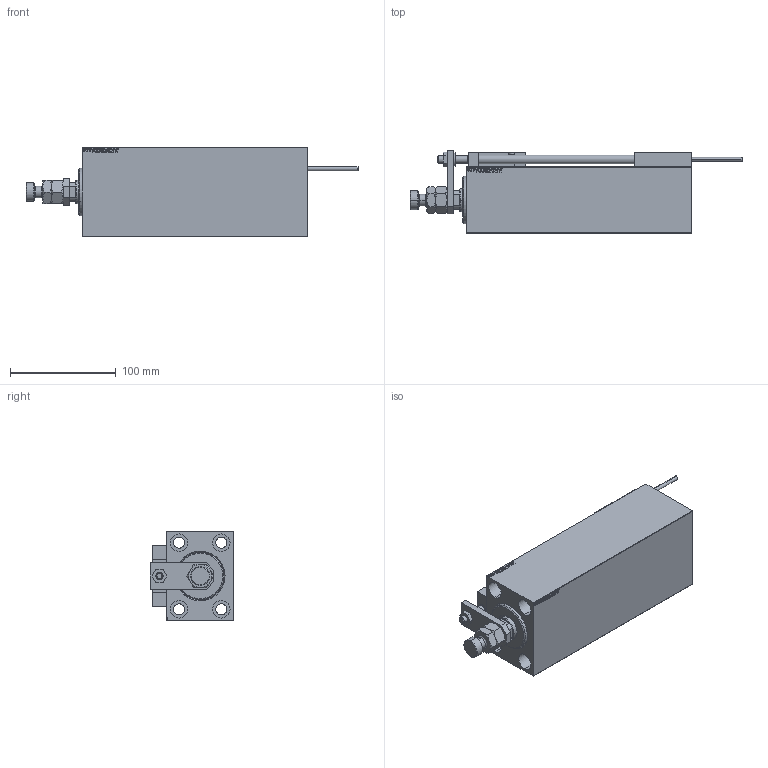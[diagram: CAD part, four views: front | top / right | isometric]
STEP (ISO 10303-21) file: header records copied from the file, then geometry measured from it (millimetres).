
FILE_DESCRIPTION (( 'STEP AP203' ), '1' );
FILE_NAME ('40ea.STEP', '2024-02-12T16:23:31', ( '' ), ( '' ), 'SwSTEP 2.0', 'SolidWorks 2019', '' );
FILE_SCHEMA (( 'CONFIG_CONTROL_DESIGN' ));
Length unit declared in the file: millimetre
Products named in the file (16): V450CM_VC_B 4ee2b5aea4d3e5a4725fee7503f73d5e; V450CM_C_Body 4ee2b5aea4d3e5a4725fee7503f73d5e; V450CM_C_VCP 4ee2b5aea4d3e5a4725fee7503f73d5e; SWITCH DIM B,W 4ee2b5aea4d3e5a4725fee7503f73d5e; ALLEN BOLT D5 4ee2b5aea4d3e5a4725fee7503f73d5e; SWITCH X 4ee2b5aea4d3e5a4725fee7503f73d5e; TYC_L79 4ee2b5aea4d3e5a4725fee7503f73d5e; ALLEN BOLT D8 4ee2b5aea4d3e5a4725fee7503f73d5e; ZARAZKA 4ee2b5aea4d3e5a4725fee7503f73d5e; NUT_D12 4ee2b5aea4d3e5a4725fee7503f73d5e; Block 4ee2b5aea4d3e5a4725fee7503f73d5e; MAGNET 4ee2b5aea4d3e5a4725fee7503f73d5e; 40ea; SWITCH_X_FRONT_BACK 4ee2b5aea4d3e5a4725fee7503f73d5e; X_Y_MFA 4ee2b5aea4d3e5a4725fee7503f73d5e; KONCOVKA 4ee2b5aea4d3e5a4725fee7503f73d5e
Assembly tree (25 placements, depth 3):
  40ea
    V450CM_C_Body 4ee2b5aea4d3e5a4725fee7503f73d5e
    SWITCH X 4ee2b5aea4d3e5a4725fee7503f73d5e
      SWITCH_X_FRONT_BACK 4ee2b5aea4d3e5a4725fee7503f73d5e  x2
      TYC_L79 4ee2b5aea4d3e5a4725fee7503f73d5e
      Block 4ee2b5aea4d3e5a4725fee7503f73d5e  x2
      ALLEN BOLT D5 4ee2b5aea4d3e5a4725fee7503f73d5e  x4
      ALLEN BOLT D8 4ee2b5aea4d3e5a4725fee7503f73d5e  x4
      MAGNET 4ee2b5aea4d3e5a4725fee7503f73d5e  x2
      KONCOVKA 4ee2b5aea4d3e5a4725fee7503f73d5e  x2
    NUT_D12 4ee2b5aea4d3e5a4725fee7503f73d5e
    SWITCH DIM B,W 4ee2b5aea4d3e5a4725fee7503f73d5e
    ZARAZKA 4ee2b5aea4d3e5a4725fee7503f73d5e
    V450CM_C_VCP 4ee2b5aea4d3e5a4725fee7503f73d5e
    V450CM_VC_B 4ee2b5aea4d3e5a4725fee7503f73d5e
    X_Y_MFA 4ee2b5aea4d3e5a4725fee7503f73d5e
Bounding box: 314 x 78.5 x 85 mm (x, y, z)
Volume: 988149.8 mm3; surface area: 190233.4 mm2
Topology: 24 solids, 24 shells, 1330 faces, 3162 edges, 2013 vertices
Faces by surface type: plane 576, bspline 380, cylinder 188, cone 134, torus 48, sphere 4
Entity records: 51704 total; most frequent: CARTESIAN_POINT 26431, ORIENTED_EDGE 5344, DIRECTION 3640, EDGE_CURVE 2672, VERTEX_POINT 1737, LINE 1500, VECTOR 1500, EDGE_LOOP 1241
